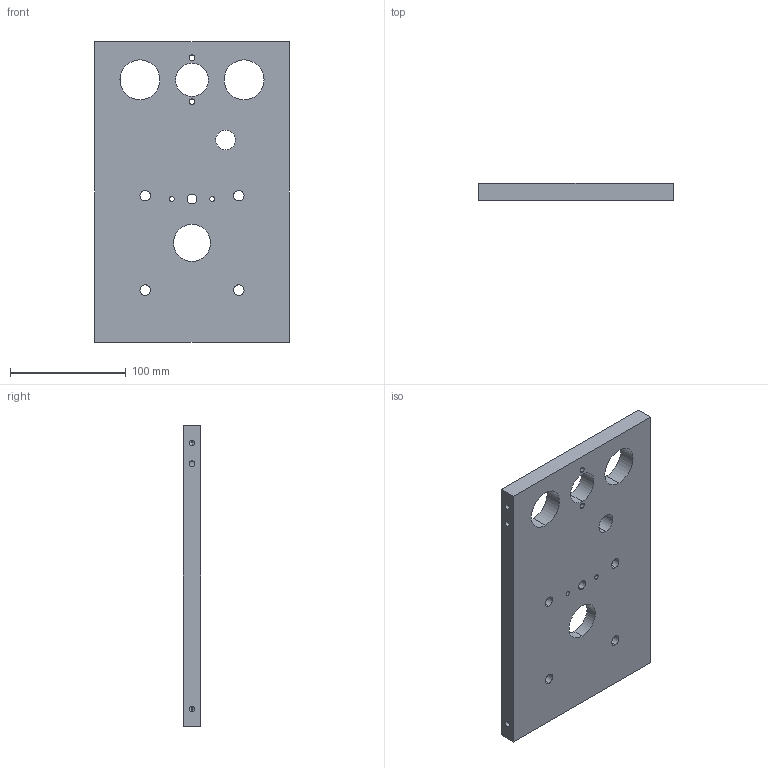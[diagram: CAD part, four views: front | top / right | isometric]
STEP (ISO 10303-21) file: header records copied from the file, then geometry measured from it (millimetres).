
FILE_DESCRIPTION (( 'STEP AP214' ), '1' );
FILE_NAME ('Flasque basse OVBT INOX.STEP', '2022-01-27T11:03:04', ( '' ), ( '' ), 'SwSTEP 2.0', 'SolidWorks 2014', '' );
FILE_SCHEMA (( 'AUTOMOTIVE_DESIGN' ));
Length unit declared in the file: millimetre
Products named in the file (1): Flasque basse OVBT INOX
Bounding box: 168 x 15 x 260 mm (x, y, z)
Volume: 563802 mm3; surface area: 104217.2 mm2
Topology: 1 solids, 1 shells, 55 faces, 148 edges, 92 vertices
Faces by surface type: cylinder 40, cone 8, plane 7
Entity records: 2074 total; most frequent: CARTESIAN_POINT 352, DIRECTION 328, ORIENTED_EDGE 280, EDGE_CURVE 140, AXIS2_PLACEMENT_3D 134, VERTEX_POINT 92, EDGE_LOOP 90, CIRCLE 78
